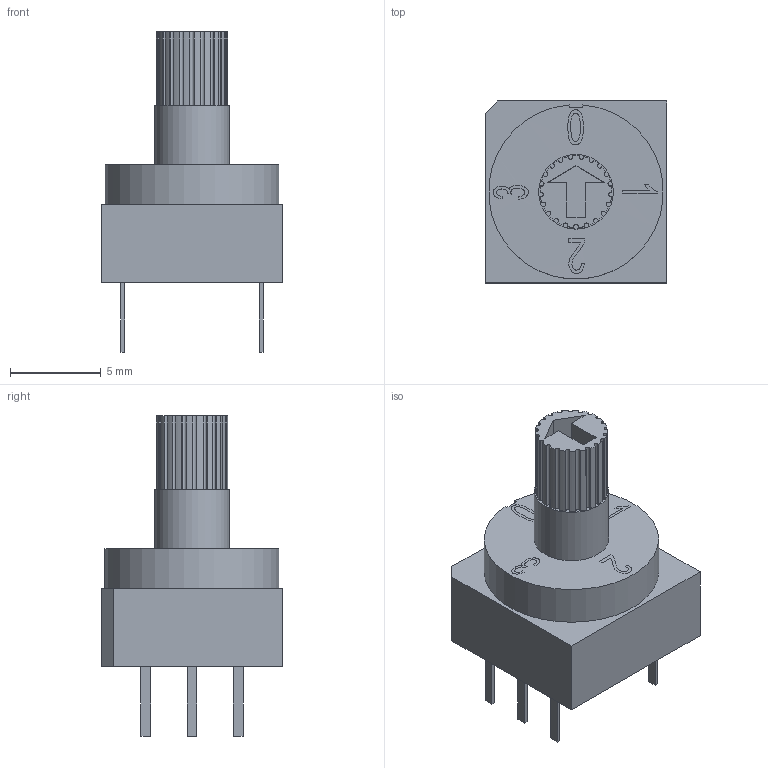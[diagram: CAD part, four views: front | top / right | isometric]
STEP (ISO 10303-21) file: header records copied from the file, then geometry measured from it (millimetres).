
FILE_DESCRIPTION((' '),'2;1');
FILE_NAME('RDTBx04P1x.stp','2017-07-25T16:13:23',(' '),(' '),' ','ACIS',' ');
FILE_SCHEMA(('CONFIG_CONTROL_DESIGN'));
Length unit declared in the file: inch
Products named in the file (1): RDTBx04P1x.stp
Bounding box: 10 x 10 x 17.6 mm (x, y, z)
Volume: 632.2 mm3; surface area: 726.1 mm2
Topology: 1 solids, 2 shells, 145 faces, 423 edges, 297 vertices
Faces by surface type: plane 100, cylinder 45
Full cylindrical faces by diameter (mm): 4.1 x2
Entity records: 4973 total; most frequent: CARTESIAN_POINT 957, ORIENTED_EDGE 842, DIRECTION 771, EDGE_CURVE 421, VECTOR 299, LINE 299, VERTEX_POINT 297, AXIS2_PLACEMENT_3D 236
